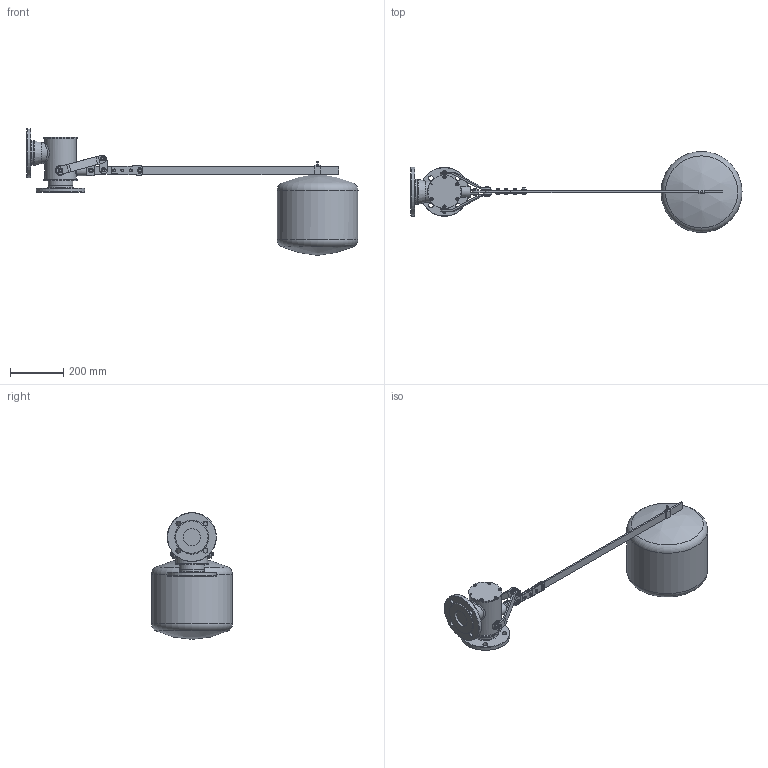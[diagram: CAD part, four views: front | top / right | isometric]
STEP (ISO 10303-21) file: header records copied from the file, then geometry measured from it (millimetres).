
FILE_DESCRIPTION(/* description */ (''),/* implementation_level */ '2;1');
FILE_NAME(/* name */ '007208-F.stp',/* time_stamp */ '2016-03-07T14:50:26+01:00',/* author */ ('powierski'),/* organization */ (''),/* preprocessor_version */ 'ST-DEVELOPER v15.6',/* originating_system */ 'Autodesk Inventor 2015',/* authorisation */ '');
FILE_SCHEMA (('AUTOMOTIVE_DESIGN { 1 0 10303 214 3 1 1 }'));
Length unit declared in the file: millimetre
Products named in the file (1): 007208-F_step
Bounding box: 1252.26 x 305 x 477.77 mm (x, y, z)
Volume: 22754067.5 mm3; surface area: 713696.9 mm2
Topology: 3 solids, 3 shells, 849 faces, 2209 edges, 1407 vertices
Faces by surface type: plane 413, cylinder 284, cone 128, bspline 16, torus 6, sphere 2
Full cylindrical faces by diameter (mm): 4.917 x1, 5 x3, 6 x10, 6.2 x4, 6.4 x4, 8 x6, 9 x6, 10.15 x10, 10.2 x8, 12 x6, 18 x12, 21.6 x2, 30 x2, 40 x1, 65 x2, 80 x1, 94 x2, 120 x1, 125 x2, 185 x2, 305 x1
Entity records: 28096 total; most frequent: CARTESIAN_POINT 7033, DIRECTION 4197, ORIENTED_EDGE 4074, EDGE_CURVE 2029, AXIS2_PLACEMENT_3D 1647, VERTEX_POINT 1347, EDGE_LOOP 1070, LINE 903
